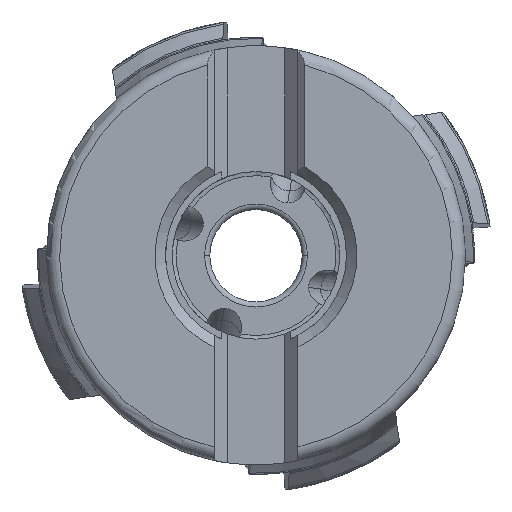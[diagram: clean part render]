
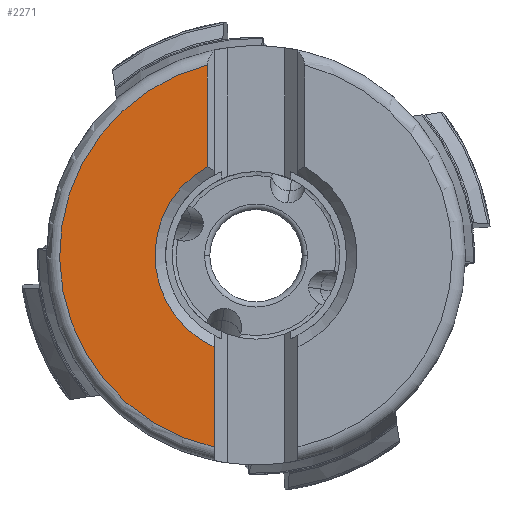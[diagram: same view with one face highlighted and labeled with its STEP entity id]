
A CAD part, top view. The second image highlights one B-rep face of the part: STEP entity #2271.
In plain terms, the highlighted planar face has unit normal (0, 0, 1).
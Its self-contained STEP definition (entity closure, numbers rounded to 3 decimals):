
#376=PLANE('',#10922);
#758=FACE_OUTER_BOUND('',#3133,.T.);
#1244=LINE('',#22569,#1708);
#1245=LINE('',#22619,#1709);
#1708=VECTOR('',#13110,1.);
#1709=VECTOR('',#13123,1.);
#2271=ADVANCED_FACE('',(#758),#376,.T.);
#3133=EDGE_LOOP('',(#6131,#6132,#6133,#6134));
#6131=ORIENTED_EDGE('',*,*,#9181,.F.);
#6132=ORIENTED_EDGE('',*,*,#9188,.F.);
#6133=ORIENTED_EDGE('',*,*,#9189,.T.);
#6134=ORIENTED_EDGE('',*,*,#9187,.F.);
#7775=VERTEX_POINT('',#22568);
#7776=VERTEX_POINT('',#22570);
#7777=VERTEX_POINT('',#22601);
#7781=VERTEX_POINT('',#22618);
#9181=EDGE_CURVE('',#7775,#7776,#1244,.T.);
#9187=EDGE_CURVE('',#7776,#7777,#9880,.T.);
#9188=EDGE_CURVE('',#7781,#7775,#9881,.T.);
#9189=EDGE_CURVE('',#7781,#7777,#1245,.T.);
#9880=CIRCLE('',#10919,14.875);
#9881=CIRCLE('',#10921,7.65);
#10919=AXIS2_PLACEMENT_3D('',#22615,#13117,#13118);
#10921=AXIS2_PLACEMENT_3D('',#22617,#13121,#13122);
#10922=AXIS2_PLACEMENT_3D('',#22620,#13124,#13125);
#13110=DIRECTION('',(0.,-1.,0.));
#13117=DIRECTION('',(0.,0.,-1.));
#13118=DIRECTION('',(-0.213,-0.977,0.));
#13121=DIRECTION('',(0.,0.,1.));
#13122=DIRECTION('',(-0.48,0.877,0.));
#13123=DIRECTION('',(0.,1.,0.));
#13124=DIRECTION('',(0.,0.,1.));
#13125=DIRECTION('',(-1.,0.,0.));
#22568=CARTESIAN_POINT('',(-3.175,-6.96,0.));
#22569=CARTESIAN_POINT('',(-3.175,-6.96,0.));
#22570=CARTESIAN_POINT('',(-3.175,-14.532,0.));
#22601=CARTESIAN_POINT('',(-3.675,14.414,0.));
#22615=CARTESIAN_POINT('',(0.,0.,0.));
#22617=CARTESIAN_POINT('',(0.,0.,0.));
#22618=CARTESIAN_POINT('',(-3.675,6.709,0.));
#22619=CARTESIAN_POINT('',(-3.675,6.709,0.));
#22620=CARTESIAN_POINT('',(-9.025,-0.059,0.));
